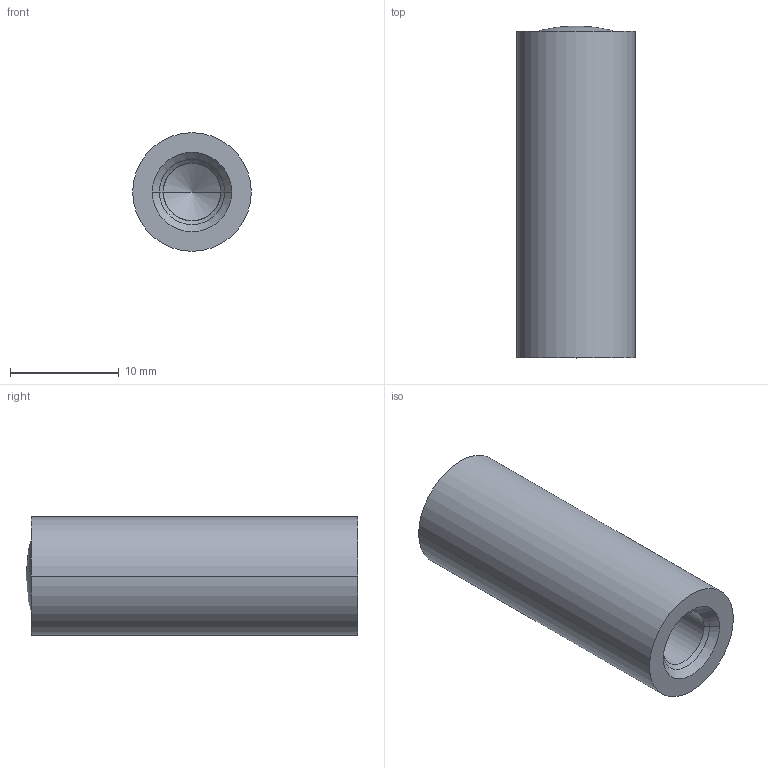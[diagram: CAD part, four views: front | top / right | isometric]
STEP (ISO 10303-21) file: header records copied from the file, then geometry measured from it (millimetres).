
FILE_DESCRIPTION((''),'2;1');
FILE_NAME('618','2021-10-06T09:16:45',('Administrator'),(''),'CREO PARAMETRIC BY PTC INC, 2018400','CREO PARAMETRIC BY PTC INC, 2018400','');
FILE_SCHEMA(('CONFIG_CONTROL_DESIGN'));
Length unit declared in the file: millimetre
Products named in the file (1): 618
Bounding box: 10.9 x 30.5 x 10.9 mm (x, y, z)
Volume: 2176 mm3; surface area: 1996.1 mm2
Topology: 1 solids, 2 shells, 18 faces, 40 edges, 24 vertices
Faces by surface type: cylinder 8, plane 4, cone 4, sphere 2
Entity records: 528 total; most frequent: DIRECTION 98, CARTESIAN_POINT 79, ORIENTED_EDGE 68, AXIS2_PLACEMENT_3D 43, EDGE_CURVE 36, VERTEX_POINT 24, CIRCLE 24, EDGE_LOOP 22
